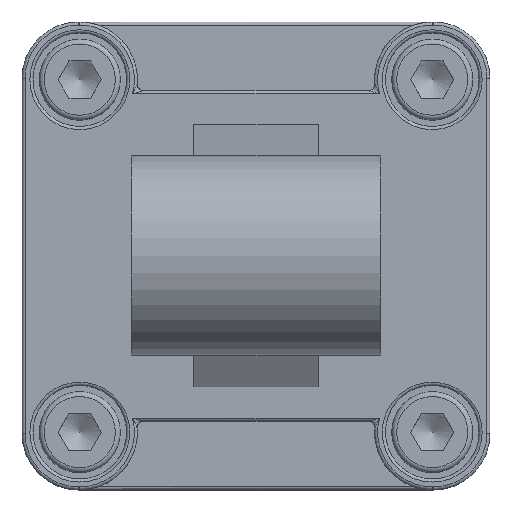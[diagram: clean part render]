
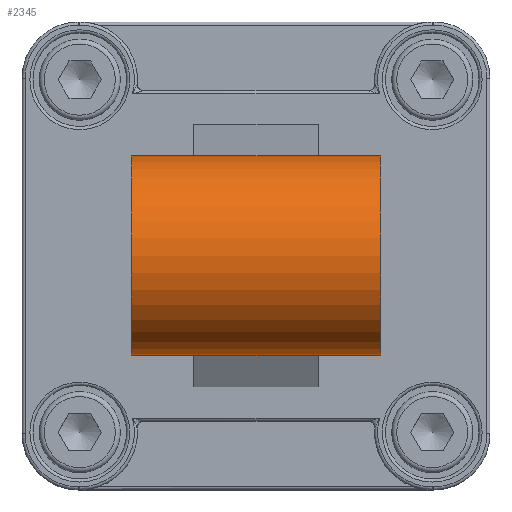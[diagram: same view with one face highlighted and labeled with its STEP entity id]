
A CAD part, top view. The second image highlights one B-rep face of the part: STEP entity #2345.
In plain terms, the highlighted cylindrical face has radius 16 mm (diameter 32 mm), a partial arc.
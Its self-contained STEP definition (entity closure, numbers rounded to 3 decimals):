
#171=LINE('',#4241,#299);
#173=LINE('',#4245,#301);
#177=LINE('',#4253,#305);
#179=LINE('',#4257,#307);
#180=LINE('',#4259,#308);
#181=LINE('',#4261,#309);
#299=VECTOR('',#3242,20.);
#301=VECTOR('',#3248,10.);
#305=VECTOR('',#3256,20.);
#307=VECTOR('',#3262,10.);
#308=VECTOR('',#3265,10.);
#309=VECTOR('',#3268,10.);
#393=CYLINDRICAL_SURFACE('',#2611,16.);
#608=FACE_OUTER_BOUND('',#824,.T.);
#824=EDGE_LOOP('',(#1969,#1970,#1971,#1972,#1973,#1974,#1975,#1976));
#934=CIRCLE('',#2572,16.);
#938=CIRCLE('',#2580,16.);
#1123=VERTEX_POINT('',#4187);
#1124=VERTEX_POINT('',#4189);
#1128=VERTEX_POINT('',#4202);
#1129=VERTEX_POINT('',#4204);
#1134=VERTEX_POINT('',#4235);
#1135=VERTEX_POINT('',#4239);
#1136=VERTEX_POINT('',#4247);
#1137=VERTEX_POINT('',#4251);
#1391=EDGE_CURVE('',#1123,#1124,#934,.T.);
#1398=EDGE_CURVE('',#1128,#1129,#938,.T.);
#1408=EDGE_CURVE('',#1135,#1134,#171,.T.);
#1410=EDGE_CURVE('',#1134,#1129,#173,.T.);
#1414=EDGE_CURVE('',#1137,#1136,#177,.T.);
#1416=EDGE_CURVE('',#1136,#1128,#179,.T.);
#1417=EDGE_CURVE('',#1123,#1137,#180,.T.);
#1418=EDGE_CURVE('',#1124,#1135,#181,.T.);
#1969=ORIENTED_EDGE('',*,*,#1398,.T.);
#1970=ORIENTED_EDGE('',*,*,#1410,.F.);
#1971=ORIENTED_EDGE('',*,*,#1408,.F.);
#1972=ORIENTED_EDGE('',*,*,#1418,.F.);
#1973=ORIENTED_EDGE('',*,*,#1391,.F.);
#1974=ORIENTED_EDGE('',*,*,#1417,.T.);
#1975=ORIENTED_EDGE('',*,*,#1414,.T.);
#1976=ORIENTED_EDGE('',*,*,#1416,.T.);
#2345=ADVANCED_FACE('',(#608),#393,.T.);
#2572=AXIS2_PLACEMENT_3D('',#4190,#3170,#3171);
#2580=AXIS2_PLACEMENT_3D('',#4206,#3189,#3190);
#2611=AXIS2_PLACEMENT_3D('',#4260,#3266,#3267);
#3170=DIRECTION('center_axis',(-1.,0.,0.));
#3171=DIRECTION('ref_axis',(0.,-1.,0.));
#3189=DIRECTION('center_axis',(-1.,0.,0.));
#3190=DIRECTION('ref_axis',(0.,-1.,0.));
#3242=DIRECTION('',(1.,0.,0.));
#3248=DIRECTION('',(1.,0.,0.));
#3256=DIRECTION('',(1.,0.,0.));
#3262=DIRECTION('',(1.,0.,0.));
#3265=DIRECTION('',(1.,0.,0.));
#3266=DIRECTION('center_axis',(1.,0.,0.));
#3267=DIRECTION('ref_axis',(0.,-1.,0.));
#3268=DIRECTION('',(1.,0.,0.));
#4187=CARTESIAN_POINT('',(-20.,-16.,32.));
#4189=CARTESIAN_POINT('',(-20.,16.,32.));
#4190=CARTESIAN_POINT('Origin',(-20.,0.,32.));
#4202=CARTESIAN_POINT('',(20.,-16.,32.));
#4204=CARTESIAN_POINT('',(20.,16.,32.));
#4206=CARTESIAN_POINT('Origin',(20.,0.,32.));
#4235=CARTESIAN_POINT('',(10.,16.,32.));
#4239=CARTESIAN_POINT('',(-10.,16.,32.));
#4241=CARTESIAN_POINT('',(-20.,16.,32.));
#4245=CARTESIAN_POINT('',(-20.,16.,32.));
#4247=CARTESIAN_POINT('',(10.,-16.,32.));
#4251=CARTESIAN_POINT('',(-10.,-16.,32.));
#4253=CARTESIAN_POINT('',(-20.,-16.,32.));
#4257=CARTESIAN_POINT('',(-20.,-16.,32.));
#4259=CARTESIAN_POINT('',(-20.,-16.,32.));
#4260=CARTESIAN_POINT('Origin',(-20.,0.,32.));
#4261=CARTESIAN_POINT('',(-20.,16.,32.));
